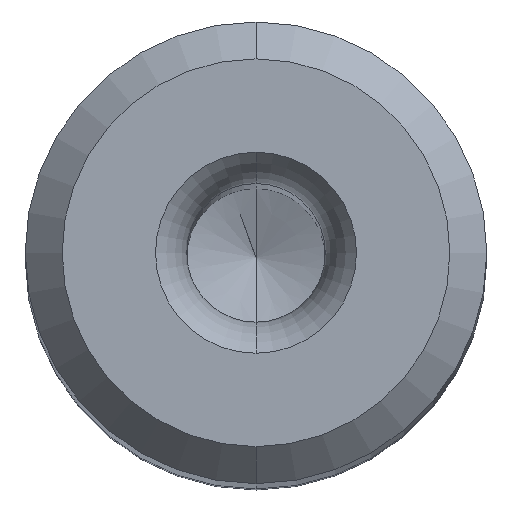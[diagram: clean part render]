
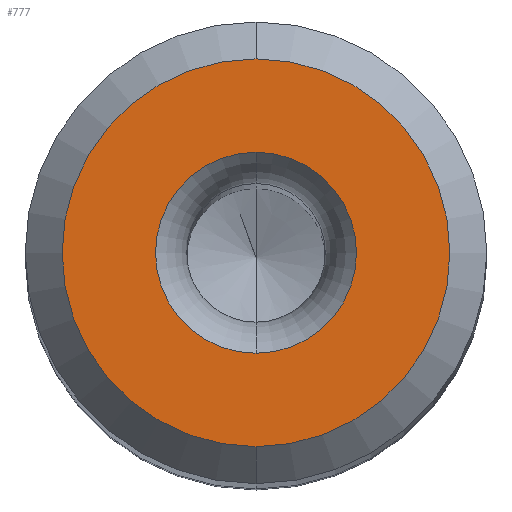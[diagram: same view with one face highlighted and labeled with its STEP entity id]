
A CAD part, top view. The second image highlights one B-rep face of the part: STEP entity #777.
In plain terms, the highlighted face is planar.
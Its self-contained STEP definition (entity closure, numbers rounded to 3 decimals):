
#316=CARTESIAN_POINT('',(0.,0.,0.));
#317=DIRECTION('',(0.,0.,1.));
#318=DIRECTION('',(0.,-1.,0.));
#319=AXIS2_PLACEMENT_3D('',#316,#317,#318);
#324=CARTESIAN_POINT('',(0.,0.,0.));
#325=DIRECTION('',(0.,0.,1.));
#326=DIRECTION('',(0.,1.,0.));
#327=AXIS2_PLACEMENT_3D('',#324,#325,#326);
#332=CARTESIAN_POINT('',(0.,0.,0.));
#333=DIRECTION('',(0.,0.,-1.));
#334=DIRECTION('',(0.,1.,0.));
#335=AXIS2_PLACEMENT_3D('',#332,#333,#334);
#340=CARTESIAN_POINT('',(0.,0.,0.));
#341=DIRECTION('',(0.,0.,-1.));
#342=DIRECTION('',(0.,-1.,0.));
#343=AXIS2_PLACEMENT_3D('',#340,#341,#342);
#452=CARTESIAN_POINT('',(0.,-4.2,0.));
#453=CARTESIAN_POINT('',(0.,4.2,0.));
#454=VERTEX_POINT('',#452);
#455=VERTEX_POINT('',#453);
#470=CARTESIAN_POINT('',(0.,2.177,0.));
#471=CARTESIAN_POINT('',(0.,-2.177,0.));
#472=VERTEX_POINT('',#470);
#473=VERTEX_POINT('',#471);
#762=CARTESIAN_POINT('',(0.,0.,0.));
#763=DIRECTION('',(0.,0.,-1.));
#764=DIRECTION('',(0.,-1.,0.));
#765=AXIS2_PLACEMENT_3D('',#762,#763,#764);
#766=PLANE('',#765);
#767=ORIENTED_EDGE('',*,*,#506,.T.);
#768=ORIENTED_EDGE('',*,*,#521,.T.);
#769=EDGE_LOOP('',(#767,#768));
#770=FACE_OUTER_BOUND('',#769,.F.);
#772=ORIENTED_EDGE('',*,*,#771,.T.);
#774=ORIENTED_EDGE('',*,*,#773,.T.);
#775=EDGE_LOOP('',(#772,#774));
#776=FACE_BOUND('',#775,.F.);
#320=CIRCLE('',#319,4.2);
#328=CIRCLE('',#327,4.2);
#336=CIRCLE('',#335,2.177);
#344=CIRCLE('',#343,2.177);
#506=EDGE_CURVE('',#454,#455,#320,.T.);
#521=EDGE_CURVE('',#455,#454,#328,.T.);
#771=EDGE_CURVE('',#472,#473,#336,.T.);
#773=EDGE_CURVE('',#473,#472,#344,.T.);
#777=ADVANCED_FACE('',(#770,#776),#766,.T.);
